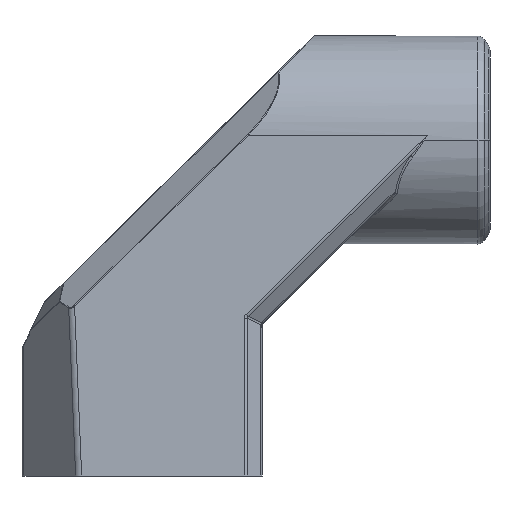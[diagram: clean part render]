
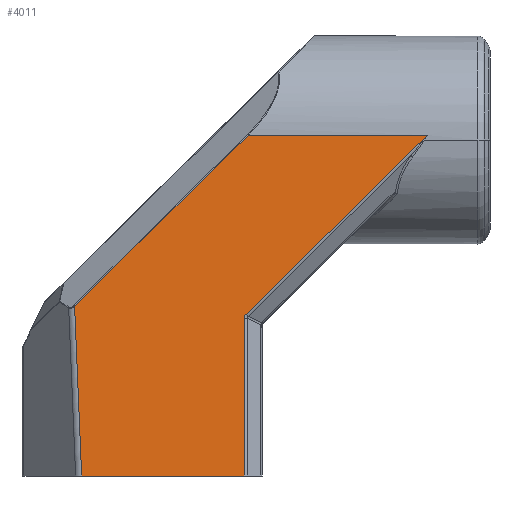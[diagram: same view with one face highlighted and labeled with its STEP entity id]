
A CAD part, front view. The second image highlights one B-rep face of the part: STEP entity #4011.
In plain terms, the highlighted planar face has unit normal (0, -0.999, 0.047).
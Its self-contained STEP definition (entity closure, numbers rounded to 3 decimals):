
#1888=CARTESIAN_POINT('Vertex',(-51.045,-15.,0.)) ;
#1891=CARTESIAN_POINT('Line Origine',(-51.927,-13.993,21.307)) ;
#1895=CARTESIAN_POINT('Vertex',(-51.922,-13.998,21.205)) ;
#2256=CARTESIAN_POINT('Line Origine',(-39.691,-13.427,33.269)) ;
#2260=CARTESIAN_POINT('Vertex',(-30.217,-12.985,42.614)) ;
#3952=CARTESIAN_POINT('Axis2P3D Location',(0.,-15.,0.)) ;
#3957=CARTESIAN_POINT('Line Origine',(-19.014,-12.985,42.614)) ;
#3961=CARTESIAN_POINT('Vertex',(-7.811,-12.985,42.614)) ;
#3964=CARTESIAN_POINT('Line Origine',(-40.876,-15.,0.)) ;
#3968=CARTESIAN_POINT('Vertex',(-30.707,-15.,0.)) ;
#3971=CARTESIAN_POINT('Line Origine',(-30.707,-14.534,9.868)) ;
#3975=CARTESIAN_POINT('Vertex',(-30.707,-14.067,19.736)) ;
#3979=CARTESIAN_POINT('Control Point',(-30.497,-14.043,20.239)) ;
#3980=CARTESIAN_POINT('Control Point',(-30.505,-14.044,20.231)) ;
#3981=CARTESIAN_POINT('Control Point',(-30.513,-14.044,20.223)) ;
#3982=CARTESIAN_POINT('Control Point',(-30.521,-14.044,20.214)) ;
#3983=CARTESIAN_POINT('Control Point',(-30.55,-14.046,20.182)) ;
#3984=CARTESIAN_POINT('Control Point',(-30.576,-14.048,20.148)) ;
#3985=CARTESIAN_POINT('Control Point',(-30.595,-14.049,20.122)) ;
#3986=CARTESIAN_POINT('Control Point',(-30.629,-14.051,20.065)) ;
#3987=CARTESIAN_POINT('Control Point',(-30.657,-14.054,20.005)) ;
#3988=CARTESIAN_POINT('Control Point',(-30.669,-14.056,19.973)) ;
#3989=CARTESIAN_POINT('Control Point',(-30.689,-14.059,19.907)) ;
#3990=CARTESIAN_POINT('Control Point',(-30.701,-14.062,19.84)) ;
#3991=CARTESIAN_POINT('Control Point',(-30.705,-14.064,19.805)) ;
#3992=CARTESIAN_POINT('Control Point',(-30.707,-14.065,19.77)) ;
#3993=CARTESIAN_POINT('Control Point',(-30.707,-14.067,19.736)) ;
#3994=CARTESIAN_POINT('Vertex',(-30.497,-14.043,20.239)) ;
#3997=CARTESIAN_POINT('Line Origine',(-19.154,-13.514,31.426)) ;
#1892=DIRECTION('Vector Direction',(-0.041,0.047,0.998)) ;
#2257=DIRECTION('Vector Direction',(0.712,0.033,0.702)) ;
#3953=DIRECTION('Axis2P3D Direction',(0.,-0.999,0.047)) ;
#3954=DIRECTION('Axis2P3D XDirection',(0.,0.047,0.999)) ;
#3958=DIRECTION('Vector Direction',(-1.,0.,0.)) ;
#3965=DIRECTION('Vector Direction',(-1.,0.,0.)) ;
#3972=DIRECTION('Vector Direction',(0.,0.047,0.999)) ;
#3998=DIRECTION('Vector Direction',(-0.712,-0.033,-0.702)) ;
#3955=AXIS2_PLACEMENT_3D('Plane Axis2P3D',#3952,#3953,#3954) ;
#4003=ORIENTED_EDGE('',*,*,#3963,.T.) ;
#4004=ORIENTED_EDGE('',*,*,#2262,.F.) ;
#4005=ORIENTED_EDGE('',*,*,#1897,.F.) ;
#4006=ORIENTED_EDGE('',*,*,#3970,.T.) ;
#4007=ORIENTED_EDGE('',*,*,#3977,.F.) ;
#4008=ORIENTED_EDGE('',*,*,#3996,.F.) ;
#4009=ORIENTED_EDGE('',*,*,#4001,.F.) ;
#1893=VECTOR('Line Direction',#1892,1.) ;
#2258=VECTOR('Line Direction',#2257,1.) ;
#3959=VECTOR('Line Direction',#3958,1.) ;
#3966=VECTOR('Line Direction',#3965,1.) ;
#3973=VECTOR('Line Direction',#3972,1.) ;
#3999=VECTOR('Line Direction',#3998,1.) ;
#4011=ADVANCED_FACE('PartBody',(#4010),#3956,.T.) ;
#3978=B_SPLINE_CURVE_WITH_KNOTS('',5,(#3979,#3980,#3981,#3982,#3983,#3984,#3985,#3986,#3987,#3988,#3989,#3990,#3991,#3992,#3993),.UNSPECIFIED.,.F.,.U.,(6,3,3,3,6),(4.5,4.565,4.745,4.935,5.131),.UNSPECIFIED.) ;
#1897=EDGE_CURVE('',#1889,#1896,#1894,.T.) ;
#2262=EDGE_CURVE('',#1896,#2261,#2259,.T.) ;
#3963=EDGE_CURVE('',#3962,#2261,#3960,.T.) ;
#3970=EDGE_CURVE('',#1889,#3969,#3967,.F.) ;
#3977=EDGE_CURVE('',#3976,#3969,#3974,.F.) ;
#3996=EDGE_CURVE('',#3995,#3976,#3978,.T.) ;
#4001=EDGE_CURVE('',#3962,#3995,#4000,.T.) ;
#4002=EDGE_LOOP('',(#4003,#4004,#4005,#4006,#4007,#4008,#4009)) ;
#4010=FACE_OUTER_BOUND('',#4002,.T.) ;
#1894=LINE('Line',#1891,#1893) ;
#2259=LINE('Line',#2256,#2258) ;
#3960=LINE('Line',#3957,#3959) ;
#3967=LINE('Line',#3964,#3966) ;
#3974=LINE('Line',#3971,#3973) ;
#4000=LINE('Line',#3997,#3999) ;
#3956=PLANE('',#3955) ;
#1889=VERTEX_POINT('',#1888) ;
#1896=VERTEX_POINT('',#1895) ;
#2261=VERTEX_POINT('',#2260) ;
#3962=VERTEX_POINT('',#3961) ;
#3969=VERTEX_POINT('',#3968) ;
#3976=VERTEX_POINT('',#3975) ;
#3995=VERTEX_POINT('',#3994) ;
